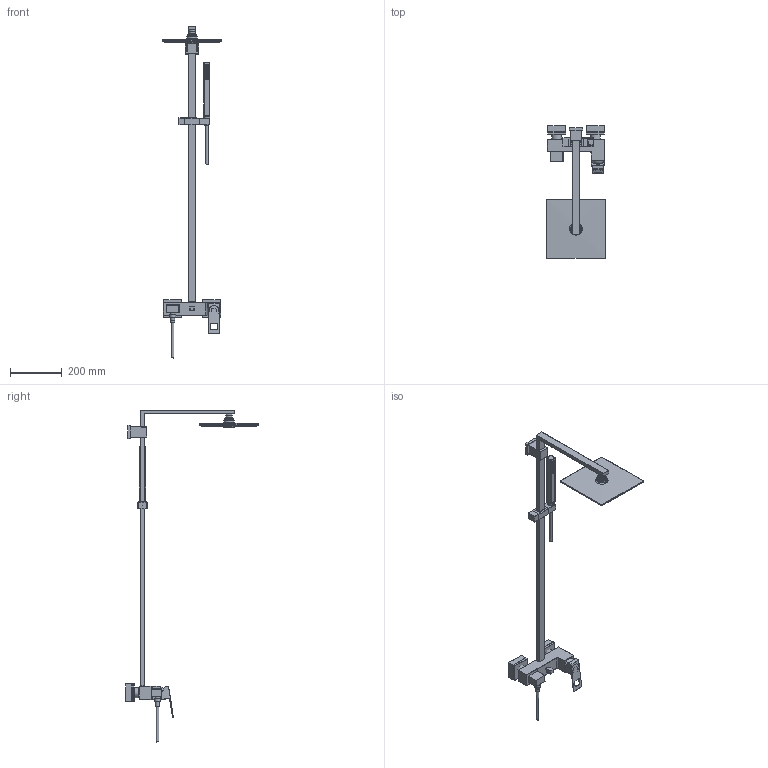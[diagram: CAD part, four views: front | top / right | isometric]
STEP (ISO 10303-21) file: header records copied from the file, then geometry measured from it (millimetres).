
FILE_DESCRIPTION(/* description */ ('Unknown'),/* implementation_level */ '2;1');
FILE_NAME(/* name */ '23147001',/* time_stamp */ '2022-09-08T04:25:53+02:00',/* author */ ('Unknown'),/* organization */ ('GROHE AG'),/* preprocessor_version */ 'ST-DEVELOPER v16.7',/* originating_system */ 'DEX',/* authorisation */ $);
FILE_SCHEMA (('AUTOMOTIVE_DESIGN {1 0 10303 214 3 1 1}'));
Length unit declared in the file: millimetre
Products named in the file (14): 23147001; id55; 1; 1_32; 1_40; 50.9702.1_Standard; M50150-022; M50150-024; M50150-043; M50150-045; M50150-046; M50150-048; Z51090_model1
Assembly tree (13 placements, depth 2):
  23147001
    23147001
    id55
    1
    1_32
    1_40
    50.9702.1_Standard
    M50150-022
    M50150-024
    M50150-043
    M50150-045
    M50150-046
    M50150-048
    Z51090_model1
Bounding box: 228.6 x 515.09 x 1287.39 mm (x, y, z)
Volume: 438089.3 mm3; surface area: 506702.2 mm2
Topology: 1 solids, 57 shells, 406 faces, 1573 edges, 1155 vertices
Faces by surface type: plane 157, cylinder 153, bspline 57, torus 23, cone 12, sphere 4
Full cylindrical faces by diameter (mm): 8 x2, 10 x2, 11.2 x1, 15 x2, 16.2 x1, 18 x1, 19.9 x1, 22.6 x1, 23 x2, 25.6 x1, 36 x1, 38.5 x2
Entity records: 21551 total; most frequent: CARTESIAN_POINT 7649, DIRECTION 2279, ORIENTED_EDGE 2066, EDGE_CURVE 1508, VERTEX_POINT 1133, AXIS2_PLACEMENT_3D 895, FACE_BOUND 663, EDGE_LOOP 662
